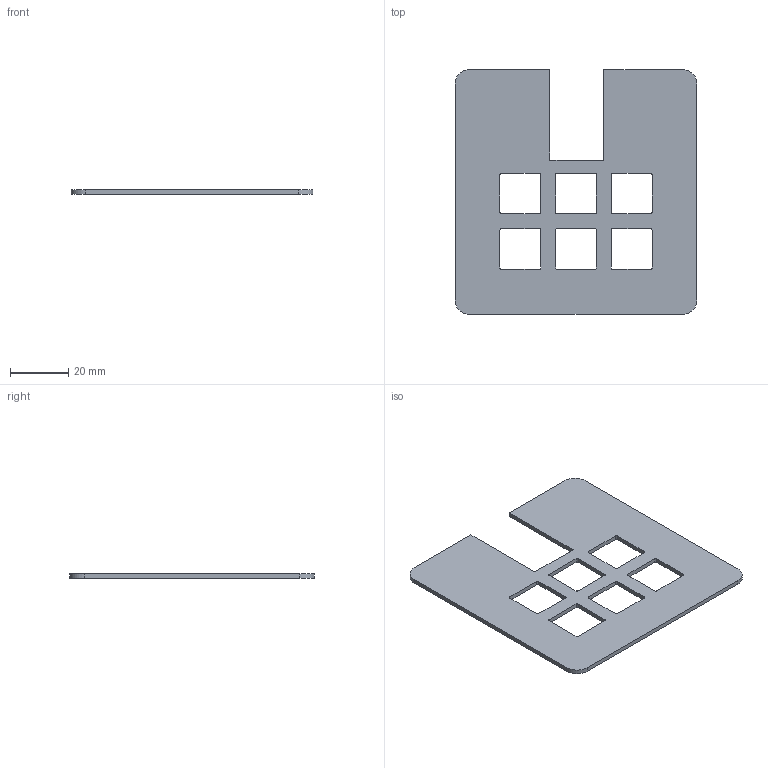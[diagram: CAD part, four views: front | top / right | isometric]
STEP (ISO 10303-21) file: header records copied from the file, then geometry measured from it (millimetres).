
FILE_DESCRIPTION(/* description */ (''),/* implementation_level */ '2;1');
FILE_NAME(/* name */ 'top case v3.step',/* time_stamp */ '2025-12-07T15:24:17-05:00',/* author */ (''),/* organization */ (''),/* preprocessor_version */ 'ST-DEVELOPER v20.1',/* originating_system */ 'Autodesk Translation Framework v14.21.0.0',/* authorisation */ '');
FILE_SCHEMA (('AUTOMOTIVE_DESIGN { 1 0 10303 214 3 1 1 }'));
Length unit declared in the file: millimetre
Products named in the file (1): 2025-12-07-14-20-01-698
Bounding box: 82.9 x 83.9 x 1.5 mm (x, y, z)
Volume: 7768.1 mm3; surface area: 11501.1 mm2
Topology: 1 solids, 1 shells, 439 faces, 1227 edges, 818 vertices
Faces by surface type: bspline 246, plane 165, cylinder 28
Entity records: 16381 total; most frequent: CARTESIAN_POINT 6667, ORIENTED_EDGE 2454, EDGE_CURVE 1227, DIRECTION 1179, VERTEX_POINT 818, LINE 679, VECTOR 679, B_SPLINE_CURVE_WITH_KNOTS 492
